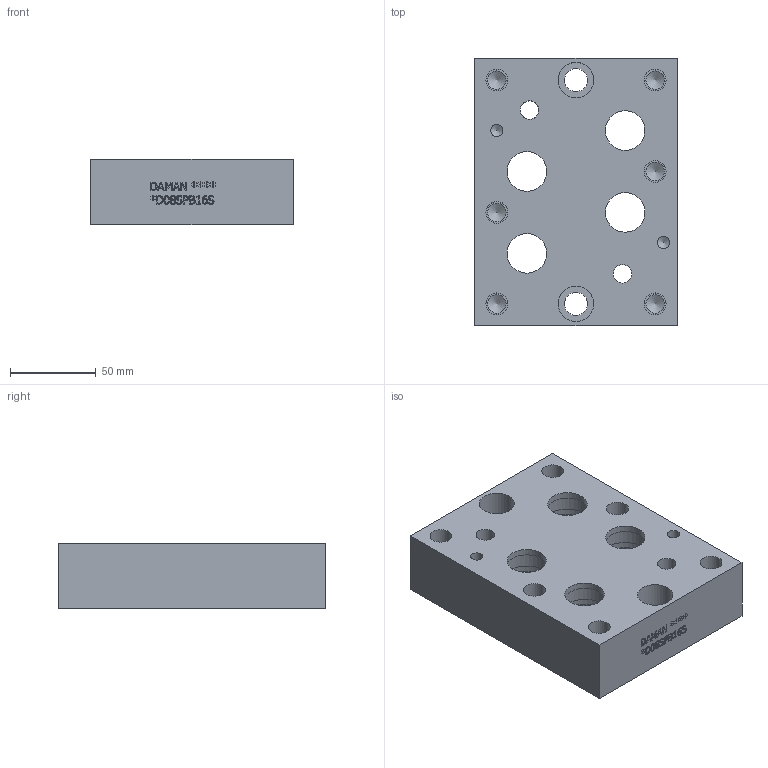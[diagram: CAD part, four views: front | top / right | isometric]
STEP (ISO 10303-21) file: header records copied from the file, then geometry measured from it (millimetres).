
FILE_DESCRIPTION(/* description */ (''),/* implementation_level */ '2;1');
FILE_NAME(/* name */ '_D08SPB16S.stp',/* time_stamp */ '2022-11-15T15:23:20-05:00',/* author */ ('bobbyh'),/* organization */ (''),/* preprocessor_version */ 'ST-DEVELOPER v18',/* originating_system */ 'Autodesk Inventor 2020',/* authorisation */ '');
FILE_SCHEMA (('AUTOMOTIVE_DESIGN { 1 0 10303 214 3 1 1 }'));
Length unit declared in the file: millimetre
Products named in the file (1): Part_AD08SPB16S.C02929R5_3D
Bounding box: 117.47 x 155.57 x 38.1 mm (x, y, z)
Volume: 525365.9 mm3; surface area: 82061.4 mm2
Topology: 1 solids, 1 shells, 544 faces, 1469 edges, 983 vertices
Faces by surface type: plane 307, bspline 143, cylinder 59, cone 35
Full cylindrical faces by diameter (mm): 7.137 x2, 10.719 x8, 12.7 x8, 12.9 x1, 12.903 x1, 13.487 x2, 14.275 x2, 14.529 x2, 20.625 x2, 23.012 x2, 23.017 x2, 28.575 x4, 31.267 x4, 33.34 x1, 33.35 x3, 33.757 x4, 35.509 x3
Entity records: 18247 total; most frequent: CARTESIAN_POINT 4885, ORIENTED_EDGE 2922, DIRECTION 2164, EDGE_CURVE 1461, LINE 984, VECTOR 984, VERTEX_POINT 983, EDGE_LOOP 624
